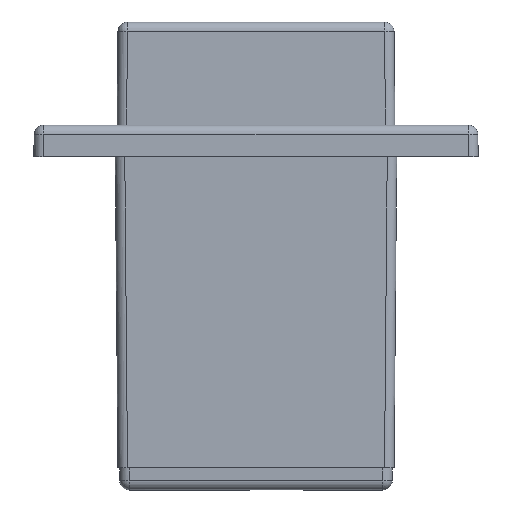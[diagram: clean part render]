
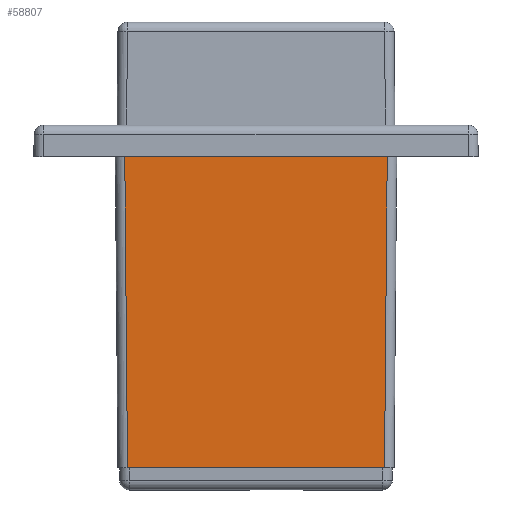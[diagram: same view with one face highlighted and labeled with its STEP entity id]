
A CAD part, left-side view. The second image highlights one B-rep face of the part: STEP entity #58807.
In plain terms, the highlighted planar face has unit normal (-1, 0, -0.009).
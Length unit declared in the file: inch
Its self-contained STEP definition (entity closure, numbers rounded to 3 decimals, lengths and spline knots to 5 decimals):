
#16232 = VERTEX_POINT ( 'NONE', #39190 ) ;
#16323 = VERTEX_POINT ( 'NONE', #39281 ) ;
#16347 = VERTEX_POINT ( 'NONE', #39305 ) ;
#16350 = VERTEX_POINT ( 'NONE', #39308 ) ;
#38473 = LINE ( 'NONE', #50640, #38475 ) ;
#38475 = VECTOR ( 'NONE', #50645, 39.37008 ) ;
#38539 = LINE ( 'NONE', #50840, #38548 ) ;
#38548 = VECTOR ( 'NONE', #50848, 39.37008 ) ;
#38579 = LINE ( 'NONE', #50935, #38582 ) ;
#38581 = LINE ( 'NONE', #50939, #38584 ) ;
#38582 = VECTOR ( 'NONE', #50938, 39.37008 ) ;
#38584 = VECTOR ( 'NONE', #50942, 39.37008 ) ;
#38904 = FACE_OUTER_BOUND ( 'NONE', #43515, .T. ) ;
#39190 = CARTESIAN_POINT ( 'NONE',  ( -0.32, 0.405, -0.98 ) ) ;
#39281 = CARTESIAN_POINT ( 'NONE',  ( -0.32, -0.405, -0.98 ) ) ;
#39305 = CARTESIAN_POINT ( 'NONE',  ( -0.32855, 0.41355, 0. ) ) ;
#39308 = CARTESIAN_POINT ( 'NONE',  ( -0.32855, -0.41355, 0. ) ) ;
#39939 = PLANE ( 'NONE',  #55433 ) ;
#39942 = CARTESIAN_POINT ( 'NONE',  ( -0.32, -0.435, -0.98 ) ) ;
#39952 = DIRECTION ( 'NONE',  ( -1., 0., -0.009 ) ) ;
#39954 = DIRECTION ( 'NONE',  ( -0.009, 0., 1. ) ) ;
#43515 = EDGE_LOOP ( 'NONE', ( #54573, #54572, #54571, #54570 ) ) ;
#50640 = CARTESIAN_POINT ( 'NONE',  ( -0.32, -0.435, -0.98 ) ) ;
#50645 = DIRECTION ( 'NONE',  ( 0., -1., 0. ) ) ;
#50840 = CARTESIAN_POINT ( 'NONE',  ( -0.32855, -0.435, 0. ) ) ;
#50848 = DIRECTION ( 'NONE',  ( 0., 1., 0. ) ) ;
#50935 = CARTESIAN_POINT ( 'NONE',  ( -0.32855, -0.41356, 0.00026 ) ) ;
#50938 = DIRECTION ( 'NONE',  ( -0.009, -0.009, 1. ) ) ;
#50939 = CARTESIAN_POINT ( 'NONE',  ( -0.31994, 0.40494, -0.98733 ) ) ;
#50942 = DIRECTION ( 'NONE',  ( 0.009, -0.009, -1. ) ) ;
#52463 = EDGE_CURVE ( 'NONE', #16232, #16323, #38473, .T. ) ;
#52493 = EDGE_CURVE ( 'NONE', #16350, #16347, #38539, .T. ) ;
#52511 = EDGE_CURVE ( 'NONE', #16323, #16350, #38579, .T. ) ;
#52512 = EDGE_CURVE ( 'NONE', #16347, #16232, #38581, .T. ) ;
#54570 = ORIENTED_EDGE ( 'NONE', *, *, #52512, .T. ) ;
#54571 = ORIENTED_EDGE ( 'NONE', *, *, #52493, .T. ) ;
#54572 = ORIENTED_EDGE ( 'NONE', *, *, #52511, .T. ) ;
#54573 = ORIENTED_EDGE ( 'NONE', *, *, #52463, .T. ) ;
#55433 = AXIS2_PLACEMENT_3D ( 'NONE', #39942, #39952, #39954 ) ;
#58807 = ADVANCED_FACE ( 'NONE', ( #38904 ), #39939, .T. ) ;
